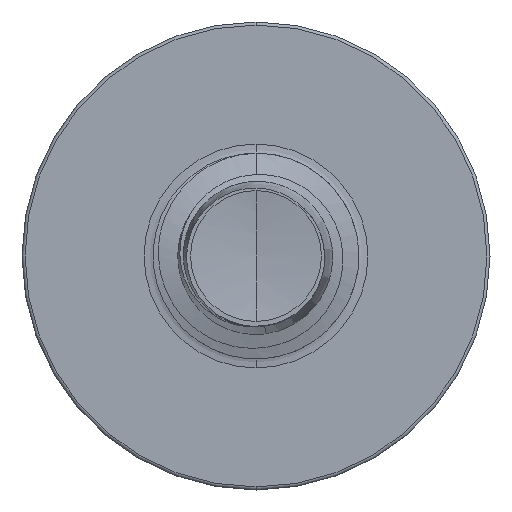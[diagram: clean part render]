
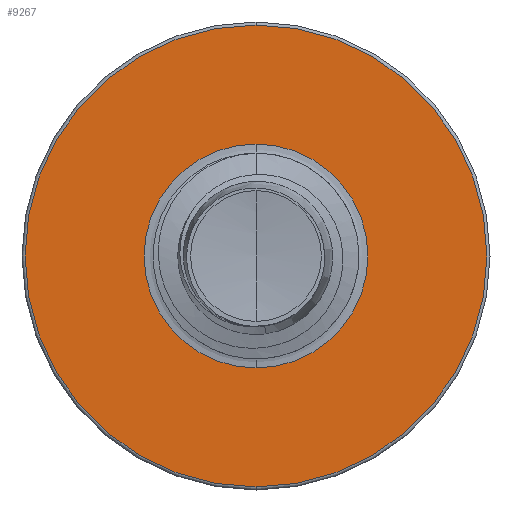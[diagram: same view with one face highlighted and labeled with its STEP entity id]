
A CAD part, front view. The second image highlights one B-rep face of the part: STEP entity #9267.
In plain terms, the highlighted planar face has unit normal (0, -1, 0).
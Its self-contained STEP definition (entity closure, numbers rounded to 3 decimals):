
#73 = VERTEX_POINT ( 'NONE', #1308 ) ;
#314 = CARTESIAN_POINT ( 'NONE',  ( 0., 2., 0. ) ) ;
#447 = CARTESIAN_POINT ( 'NONE',  ( 0., 2., 0. ) ) ;
#1050 = FACE_BOUND ( 'NONE', #3057, .T. ) ;
#1308 = CARTESIAN_POINT ( 'NONE',  ( 0., 2., 2.467 ) ) ;
#1403 = DIRECTION ( 'NONE',  ( 0., 0., 1. ) ) ;
#1529 = DIRECTION ( 'NONE',  ( 0., 0., 1. ) ) ;
#2012 = ORIENTED_EDGE ( 'NONE', *, *, #6667, .F. ) ;
#2088 = DIRECTION ( 'NONE',  ( 0., 0., 1. ) ) ;
#2211 = AXIS2_PLACEMENT_3D ( 'NONE', #447, #7016, #1529 ) ;
#3057 = EDGE_LOOP ( 'NONE', ( #3910, #5778 ) ) ;
#3117 = EDGE_LOOP ( 'NONE', ( #6149, #2012 ) ) ;
#3131 = VERTEX_POINT ( 'NONE', #7810 ) ;
#3910 = ORIENTED_EDGE ( 'NONE', *, *, #9092, .T. ) ;
#4303 = CARTESIAN_POINT ( 'NONE',  ( 0., 2., -1.196 ) ) ;
#4669 = DIRECTION ( 'NONE',  ( 0., 0., 1. ) ) ;
#4684 = DIRECTION ( 'NONE',  ( 0., 1., 0. ) ) ;
#4686 = CARTESIAN_POINT ( 'NONE',  ( 0., 2., 0. ) ) ;
#4773 = DIRECTION ( 'NONE',  ( 0., 0., 1. ) ) ;
#4776 = DIRECTION ( 'NONE',  ( 0., 1., 0. ) ) ;
#4794 = CARTESIAN_POINT ( 'NONE',  ( 0., 2., 0. ) ) ;
#5778 = ORIENTED_EDGE ( 'NONE', *, *, #9002, .T. ) ;
#6103 = AXIS2_PLACEMENT_3D ( 'NONE', #4794, #4776, #4773 ) ;
#6149 = ORIENTED_EDGE ( 'NONE', *, *, #6596, .F. ) ;
#6161 = CARTESIAN_POINT ( 'NONE',  ( 0., 2., -2.467 ) ) ;
#6173 = AXIS2_PLACEMENT_3D ( 'NONE', #314, #6932, #1403 ) ;
#6197 = VERTEX_POINT ( 'NONE', #6161 ) ;
#6596 = EDGE_CURVE ( 'NONE', #73, #6197, #7273, .T. ) ;
#6625 = AXIS2_PLACEMENT_3D ( 'NONE', #4686, #4684, #4669 ) ;
#6645 = PLANE ( 'NONE',  #7715 ) ;
#6667 = EDGE_CURVE ( 'NONE', #6197, #73, #7093, .T. ) ;
#6932 = DIRECTION ( 'NONE',  ( 0., 1., 0. ) ) ;
#7004 = VERTEX_POINT ( 'NONE', #4303 ) ;
#7016 = DIRECTION ( 'NONE',  ( 0., 1., 0. ) ) ;
#7077 = CIRCLE ( 'NONE', #6173, 1.196 ) ;
#7093 = CIRCLE ( 'NONE', #6625, 2.467 ) ;
#7273 = CIRCLE ( 'NONE', #6103, 2.467 ) ;
#7297 = DIRECTION ( 'NONE',  ( 0., 1., 0. ) ) ;
#7715 = AXIS2_PLACEMENT_3D ( 'NONE', #9103, #7297, #2088 ) ;
#7810 = CARTESIAN_POINT ( 'NONE',  ( 0., 2., 1.196 ) ) ;
#7935 = FACE_OUTER_BOUND ( 'NONE', #3117, .T. ) ;
#8049 = CIRCLE ( 'NONE', #2211, 1.196 ) ;
#9002 = EDGE_CURVE ( 'NONE', #7004, #3131, #7077, .T. ) ;
#9092 = EDGE_CURVE ( 'NONE', #3131, #7004, #8049, .T. ) ;
#9103 = CARTESIAN_POINT ( 'NONE',  ( 0., 2., -1.196 ) ) ;
#9267 = ADVANCED_FACE ( 'NONE', ( #7935, #1050 ), #6645, .F. ) ;
